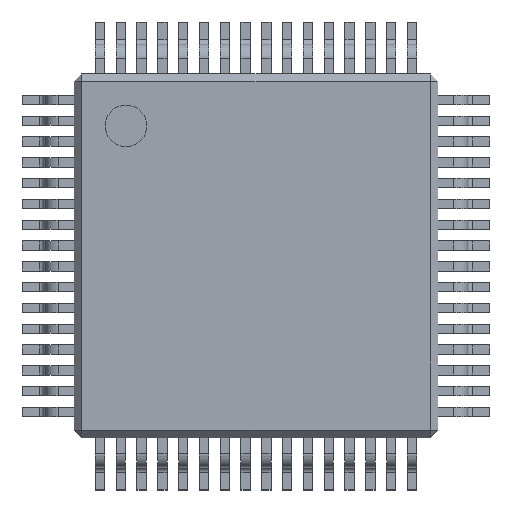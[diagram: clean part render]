
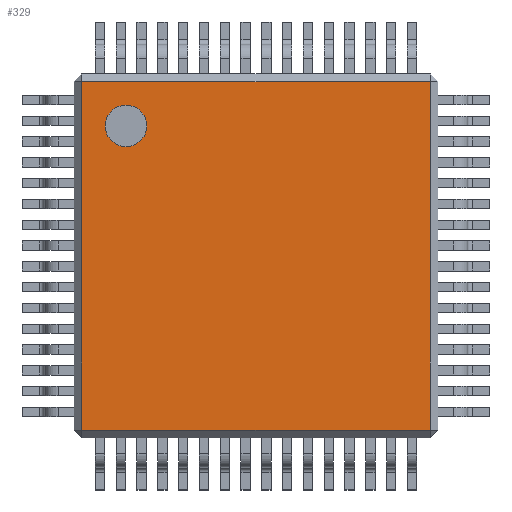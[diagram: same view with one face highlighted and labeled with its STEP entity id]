
A CAD part, top view. The second image highlights one B-rep face of the part: STEP entity #329.
In plain terms, the highlighted planar face has unit normal (0, 0, 1).
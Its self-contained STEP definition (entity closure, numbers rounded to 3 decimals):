
#13=DIRECTION('',(0.,0.,1.));
#14=DIRECTION('',(1.,0.,0.));
#128=VECTOR('',#129,1.);
#129=DIRECTION('',(0.,1.,0.));
#201=VERTEX_POINT('',#202);
#202=CARTESIAN_POINT('',(-3.35,-3.35,1.4));
#210=VERTEX_POINT('',#211);
#211=CARTESIAN_POINT('',(-3.35,3.35,1.4));
#216=ORIENTED_EDGE('',*,*,#217,.F.);
#217=EDGE_CURVE('',#201,#210,#218,.T.);
#218=LINE('',#219,#128);
#219=CARTESIAN_POINT('',(-3.35,-3.5,1.4));
#286=VECTOR('',#14,1.);
#329=ADVANCED_FACE('',(#330,#348),#357,.T.);
#330=FACE_BOUND('',#331,.T.);
#331=EDGE_LOOP('',(#216,#332,#338,#344));
#332=ORIENTED_EDGE('',*,*,#333,.T.);
#333=EDGE_CURVE('',#201,#334,#336,.T.);
#334=VERTEX_POINT('',#335);
#335=CARTESIAN_POINT('',(3.35,-3.35,1.4));
#336=LINE('',#337,#286);
#337=CARTESIAN_POINT('',(-3.5,-3.35,1.4));
#338=ORIENTED_EDGE('',*,*,#339,.T.);
#339=EDGE_CURVE('',#334,#340,#342,.T.);
#340=VERTEX_POINT('',#341);
#341=CARTESIAN_POINT('',(3.35,3.35,1.4));
#342=LINE('',#343,#128);
#343=CARTESIAN_POINT('',(3.35,-3.5,1.4));
#344=ORIENTED_EDGE('',*,*,#345,.F.);
#345=EDGE_CURVE('',#210,#340,#346,.T.);
#346=LINE('',#347,#286);
#347=CARTESIAN_POINT('',(-3.5,3.35,1.4));
#348=FACE_BOUND('',#349,.T.);
#349=EDGE_LOOP('',(#350));
#350=ORIENTED_EDGE('',*,*,#351,.F.);
#351=EDGE_CURVE('',#352,#352,#354,.T.);
#352=VERTEX_POINT('',#353);
#353=CARTESIAN_POINT('',(-2.1,2.5,1.4));
#354=CIRCLE('',#355,0.4);
#355=AXIS2_PLACEMENT_3D('',#356,#13,#14);
#356=CARTESIAN_POINT('',(-2.5,2.5,1.4));
#357=PLANE('',#358);
#358=AXIS2_PLACEMENT_3D('',#359,#13,#14);
#359=CARTESIAN_POINT('',(-3.5,-3.5,1.4));
